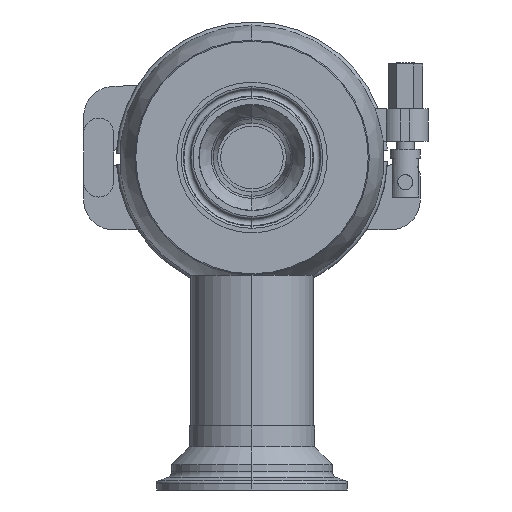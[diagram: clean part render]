
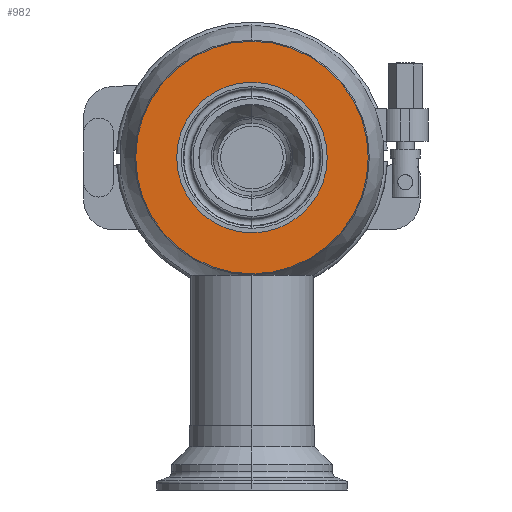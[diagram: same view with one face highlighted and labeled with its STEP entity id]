
A CAD part, front view. The second image highlights one B-rep face of the part: STEP entity #982.
In plain terms, the highlighted planar face has unit normal (0, -1, 0).
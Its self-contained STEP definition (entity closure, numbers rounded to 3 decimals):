
#204=CARTESIAN_POINT('',(0.,-31.,0.));
#205=DIRECTION('',(0.,-1.,0.));
#206=DIRECTION('',(0.,0.,1.));
#207=AXIS2_PLACEMENT_3D('',#204,#205,#206);
#209=CARTESIAN_POINT('',(0.,-31.,0.));
#210=DIRECTION('',(0.,1.,0.));
#211=DIRECTION('',(0.,0.,1.));
#212=AXIS2_PLACEMENT_3D('',#209,#210,#211);
#224=CARTESIAN_POINT('',(0.,-31.,0.));
#225=DIRECTION('',(0.,1.,0.));
#226=DIRECTION('',(0.,0.,1.));
#227=AXIS2_PLACEMENT_3D('',#224,#225,#226);
#247=CARTESIAN_POINT('',(0.,-31.,0.));
#248=DIRECTION('',(0.,1.,0.));
#249=DIRECTION('',(0.,0.,-1.));
#250=AXIS2_PLACEMENT_3D('',#247,#248,#249);
#592=CARTESIAN_POINT('',(0.,-31.,18.1));
#593=CARTESIAN_POINT('',(0.,-31.,-18.1));
#594=VERTEX_POINT('',#592);
#595=VERTEX_POINT('',#593);
#612=CARTESIAN_POINT('',(0.,-31.,39.));
#613=VERTEX_POINT('',#612);
#614=CARTESIAN_POINT('',(0.,-31.,-39.));
#615=VERTEX_POINT('',#614);
#967=CARTESIAN_POINT('',(0.,-31.,0.));
#968=DIRECTION('',(0.,1.,0.));
#969=DIRECTION('',(0.,0.,-1.));
#970=AXIS2_PLACEMENT_3D('',#967,#968,#969);
#971=PLANE('',#970);
#972=ORIENTED_EDGE('',*,*,#934,.F.);
#973=ORIENTED_EDGE('',*,*,#949,.T.);
#974=EDGE_LOOP('',(#972,#973));
#975=FACE_OUTER_BOUND('',#974,.F.);
#977=ORIENTED_EDGE('',*,*,#976,.F.);
#979=ORIENTED_EDGE('',*,*,#978,.F.);
#980=EDGE_LOOP('',(#977,#979));
#981=FACE_BOUND('',#980,.F.);
#982=ADVANCED_FACE('',(#975,#981),#971,.F.);
#208=CIRCLE('',#207,39.);
#213=CIRCLE('',#212,39.);
#228=CIRCLE('',#227,18.1);
#251=CIRCLE('',#250,18.1);
#934=EDGE_CURVE('',#613,#615,#208,.T.);
#949=EDGE_CURVE('',#613,#615,#213,.T.);
#976=EDGE_CURVE('',#594,#595,#228,.T.);
#978=EDGE_CURVE('',#595,#594,#251,.T.);
